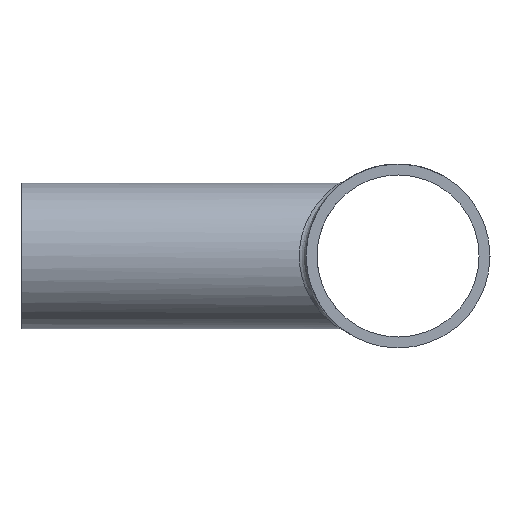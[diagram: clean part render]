
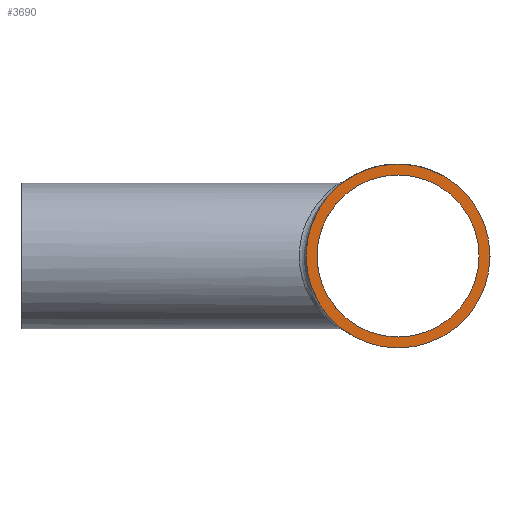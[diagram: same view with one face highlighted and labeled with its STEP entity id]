
A CAD part, left-side view. The second image highlights one B-rep face of the part: STEP entity #3690.
In plain terms, the highlighted planar face has unit normal (-1, 0, 0).
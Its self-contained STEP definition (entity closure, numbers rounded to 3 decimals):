
#71 = CIRCLE ( 'NONE', #8702, 13.45 ) ;
#103 = DIRECTION ( 'NONE',  ( -1., 0., 0. ) ) ;
#1793 = CARTESIAN_POINT ( 'NONE',  ( -55., 0., 0. ) ) ;
#2413 = CARTESIAN_POINT ( 'NONE',  ( -55., 0., 0. ) ) ;
#3690 = ADVANCED_FACE ( 'NONE', ( #6034, #8652 ), #15000, .T. ) ;
#4331 = DIRECTION ( 'NONE',  ( 0., 0., 1. ) ) ;
#4554 = DIRECTION ( 'NONE',  ( 0., 0., 1. ) ) ;
#5536 = VERTEX_POINT ( 'NONE', #14086 ) ;
#5575 = DIRECTION ( 'NONE',  ( -1., 0., 0. ) ) ;
#6034 = FACE_BOUND ( 'NONE', #11752, .T. ) ;
#6194 = DIRECTION ( 'NONE',  ( -1., 0., 0. ) ) ;
#6647 = VERTEX_POINT ( 'NONE', #11360 ) ;
#6996 = ORIENTED_EDGE ( 'NONE', *, *, #10226, .F. ) ;
#7148 = CARTESIAN_POINT ( 'NONE',  ( -55., 0., 0. ) ) ;
#8652 = FACE_OUTER_BOUND ( 'NONE', #12248, .T. ) ;
#8702 = AXIS2_PLACEMENT_3D ( 'NONE', #1793, #5575, #4331 ) ;
#10226 = EDGE_CURVE ( 'NONE', #6647, #6647, #16552, .T. ) ;
#10985 = EDGE_CURVE ( 'NONE', #5536, #5536, #71, .T. ) ;
#11360 = CARTESIAN_POINT ( 'NONE',  ( -55., 0., 11.85 ) ) ;
#11752 = EDGE_LOOP ( 'NONE', ( #6996 ) ) ;
#11971 = AXIS2_PLACEMENT_3D ( 'NONE', #2413, #103, #14288 ) ;
#12248 = EDGE_LOOP ( 'NONE', ( #12330 ) ) ;
#12330 = ORIENTED_EDGE ( 'NONE', *, *, #10985, .T. ) ;
#14086 = CARTESIAN_POINT ( 'NONE',  ( -55., 0., 13.45 ) ) ;
#14288 = DIRECTION ( 'NONE',  ( 0., 0., 1. ) ) ;
#15000 = PLANE ( 'NONE',  #15061 ) ;
#15061 = AXIS2_PLACEMENT_3D ( 'NONE', #7148, #6194, #4554 ) ;
#16552 = CIRCLE ( 'NONE', #11971, 11.85 ) ;
